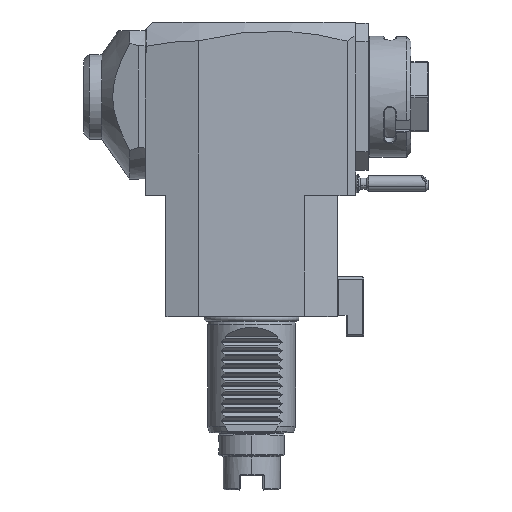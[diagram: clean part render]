
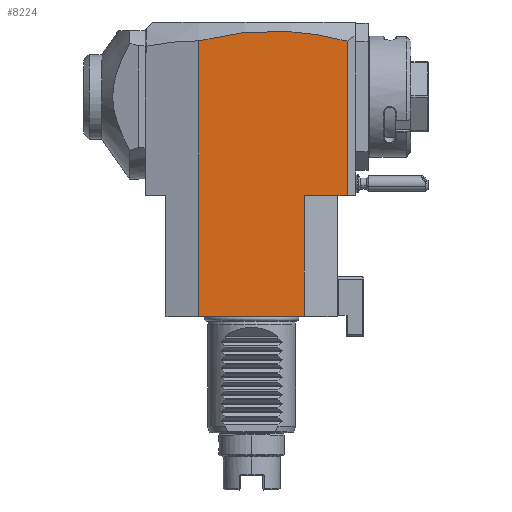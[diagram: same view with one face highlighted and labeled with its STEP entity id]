
A CAD part, top view. The second image highlights one B-rep face of the part: STEP entity #8224.
In plain terms, the highlighted planar face has unit normal (0, 0, 1).
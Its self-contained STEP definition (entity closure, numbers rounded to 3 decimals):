
#17=DIRECTION('',(-1.,0.,0.));
#18=VECTOR('',#17,48.);
#19=CARTESIAN_POINT('',(24.,0.,37.5));
#20=LINE('',#19,#18);
#81=DIRECTION('',(0.,-1.,0.));
#82=VECTOR('',#81,70.258);
#83=CARTESIAN_POINT('',(43.5,125.258,37.5));
#84=LINE('',#83,#82);
#85=DIRECTION('',(-1.,0.,0.));
#86=VECTOR('',#85,19.5);
#87=CARTESIAN_POINT('',(43.5,55.,37.5));
#88=LINE('',#87,#86);
#89=CARTESIAN_POINT('',(-24.,125.435,37.5));
#90=CARTESIAN_POINT('',(-18.371,126.939,37.5));
#91=CARTESIAN_POINT('',(-7.115,129.162,37.5));
#92=CARTESIAN_POINT('',(9.762,130.233,37.5));
#93=CARTESIAN_POINT('',(26.635,129.072,37.5));
#94=CARTESIAN_POINT('',(37.879,126.791,37.5));
#95=CARTESIAN_POINT('',(43.5,125.258,37.5));
#2281=DIRECTION('',(0.,-1.,0.));
#2282=VECTOR('',#2281,125.435);
#2283=CARTESIAN_POINT('',(-24.,125.435,37.5));
#2284=LINE('',#2283,#2282);
#3356=DIRECTION('',(0.,1.,0.));
#3357=VECTOR('',#3356,55.);
#3358=CARTESIAN_POINT('',(24.,0.,37.5));
#3359=LINE('',#3358,#3357);
#7570=VERTEX_POINT('',#89);
#7571=VERTEX_POINT('',#95);
#7919=CARTESIAN_POINT('',(43.5,55.,37.5));
#7920=VERTEX_POINT('',#7919);
#7956=CARTESIAN_POINT('',(24.,0.,37.5));
#7957=VERTEX_POINT('',#7956);
#7958=CARTESIAN_POINT('',(-24.,0.,37.5));
#7959=VERTEX_POINT('',#7958);
#8119=CARTESIAN_POINT('',(24.,55.,37.5));
#8120=VERTEX_POINT('',#8119);
#8207=CARTESIAN_POINT('',(-39.202,55.,37.5));
#8208=DIRECTION('',(0.,0.,1.));
#8209=DIRECTION('',(1.,0.,0.));
#8210=AXIS2_PLACEMENT_3D('',#8207,#8208,#8209);
#8211=PLANE('',#8210);
#8213=ORIENTED_EDGE('',*,*,#8212,.T.);
#8214=ORIENTED_EDGE('',*,*,#8189,.T.);
#8216=ORIENTED_EDGE('',*,*,#8215,.F.);
#8217=ORIENTED_EDGE('',*,*,#8136,.T.);
#8219=ORIENTED_EDGE('',*,*,#8218,.F.);
#8221=ORIENTED_EDGE('',*,*,#8220,.T.);
#8222=EDGE_LOOP('',(#8213,#8214,#8216,#8217,#8219,#8221));
#8223=FACE_OUTER_BOUND('',#8222,.F.);
#96=B_SPLINE_CURVE_WITH_KNOTS('',3,(#89,#90,#91,#92,#93,#94,#95),.UNSPECIFIED.,
.F.,.F.,(4,1,1,1,4),(0.,0.25,0.5,0.75,1.),.UNSPECIFIED.);
#8136=EDGE_CURVE('',#7957,#7959,#20,.T.);
#8189=EDGE_CURVE('',#7920,#8120,#88,.T.);
#8212=EDGE_CURVE('',#7571,#7920,#84,.T.);
#8215=EDGE_CURVE('',#7957,#8120,#3359,.T.);
#8218=EDGE_CURVE('',#7570,#7959,#2284,.T.);
#8220=EDGE_CURVE('',#7570,#7571,#96,.T.);
#8224=ADVANCED_FACE('',(#8223),#8211,.T.);
